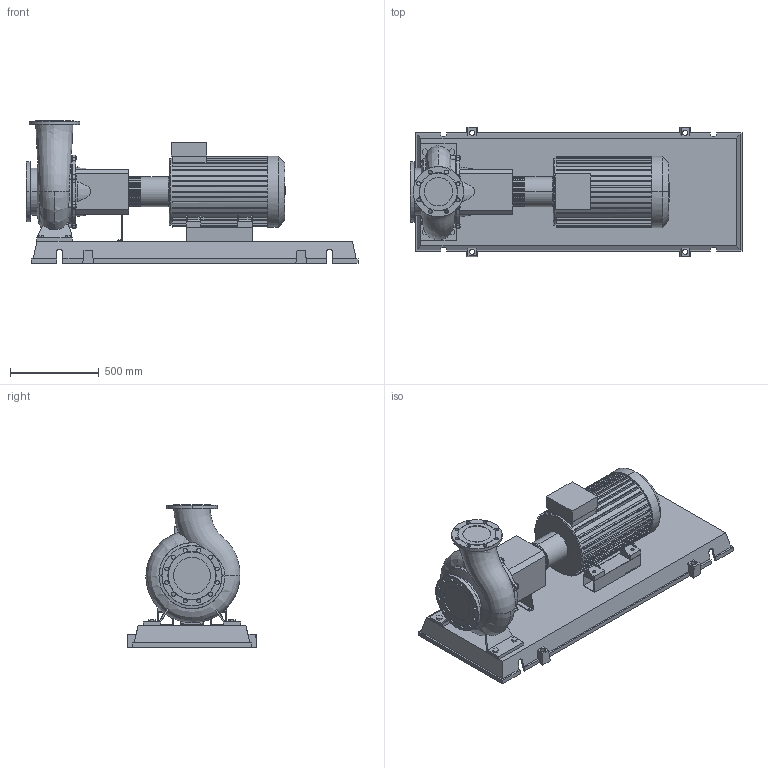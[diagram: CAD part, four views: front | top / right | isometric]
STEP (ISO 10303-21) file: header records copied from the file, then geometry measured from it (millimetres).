
FILE_DESCRIPTION((''),'2;1');
FILE_NAME('3d_NL150_315-37-4-05-4109448.stp','2015-03-03T08:01:12',(''),(''),'Mechanical Desktop 2009','Mechanical Desktop 2009',', , ');
FILE_SCHEMA(('CONFIG_CONTROL_DESIGN'));
Length unit declared in the file: millimetre
Products named in the file (1): Product
Bounding box: 1870 x 730 x 803 mm (x, y, z)
Volume: 172789486.6 mm3; surface area: 7774297 mm2
Topology: 13 solids, 13 shells, 894 faces, 2364 edges, 1553 vertices
Faces by surface type: plane 460, cylinder 245, bspline 161, cone 14, torus 14
Entity records: 32413 total; most frequent: CARTESIAN_POINT 10007, ORIENTED_EDGE 4730, DIRECTION 4483, EDGE_CURVE 2365, VERTEX_POINT 1552, VECTOR 1503, LINE 1503, AXIS2_PLACEMENT_3D 1490
